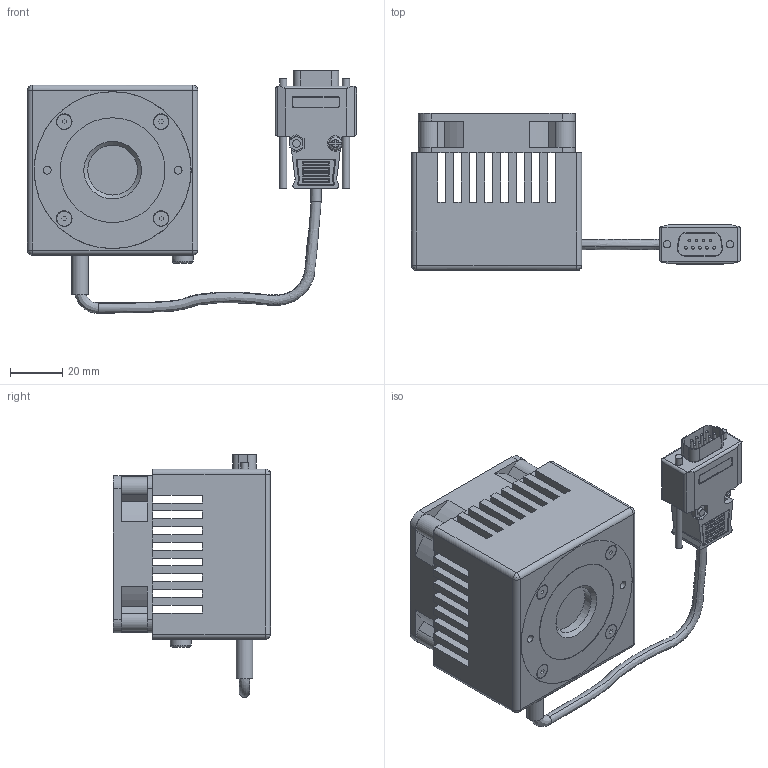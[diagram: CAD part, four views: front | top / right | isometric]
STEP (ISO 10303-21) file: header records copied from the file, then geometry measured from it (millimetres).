
FILE_DESCRIPTION (( 'STEP AP203' ), '1' );
FILE_NAME ('INUSB-50F-19H.STEP', '2023-12-25T06:43:22', ( 'Windows User' ), ( 'P R C' ), 'SwSTEP 2.0', 'SolidWorks 2020', '' );
FILE_SCHEMA (( 'CONFIG_CONTROL_DESIGN' ));
Length unit declared in the file: millimetre
Products named in the file (1): INUSB-50F-19H
Bounding box: 125.62 x 60 x 92.7 mm (x, y, z)
Volume: 176731 mm3; surface area: 70531.7 mm2
Topology: 1 solids, 5 shells, 981 faces, 2829 edges, 1801 vertices
Faces by surface type: plane 556, cylinder 250, bspline 166, cone 9
Full cylindrical faces by diameter (mm): 1 x9, 1.5 x1, 2.459 x10, 2.8 x4, 3 x4, 4 x1, 5 x3, 5.3 x1, 5.9 x4, 6 x4, 6.4 x1, 8 x2, 19 x1, 30 x1, 40 x1, 59.9 x1, 60 x1
Entity records: 34303 total; most frequent: CARTESIAN_POINT 10380, ORIENTED_EDGE 5276, DIRECTION 4377, EDGE_CURVE 2638, VECTOR 1739, LINE 1739, VERTEX_POINT 1737, AXIS2_PLACEMENT_3D 1319
